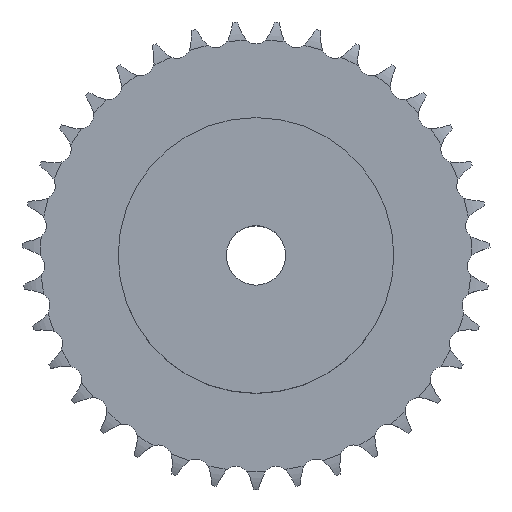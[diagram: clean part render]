
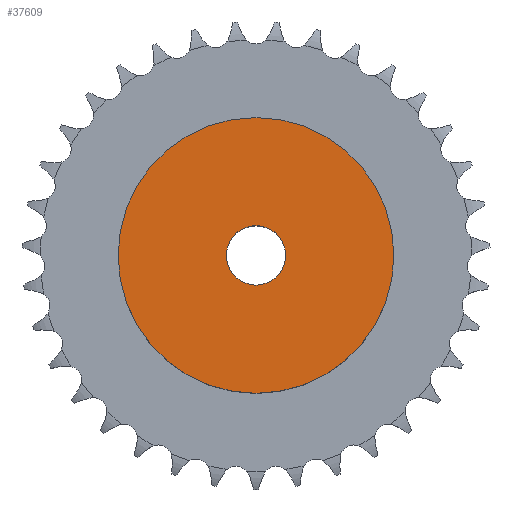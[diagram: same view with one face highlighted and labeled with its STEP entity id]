
A CAD part, top view. The second image highlights one B-rep face of the part: STEP entity #37609.
In plain terms, the highlighted planar face has unit normal (0, 0, 1).
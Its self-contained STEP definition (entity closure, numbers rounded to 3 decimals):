
#4395 = CYLINDRICAL_SURFACE('',#4396,32.5);
#4396 = AXIS2_PLACEMENT_3D('',#4397,#4398,#4399);
#4397 = CARTESIAN_POINT('',(0.,0.,0.));
#4398 = DIRECTION('',(-0.,-0.,-1.));
#4399 = DIRECTION('',(1.,0.,0.));
#23758 = VERTEX_POINT('',#23759);
#23759 = CARTESIAN_POINT('',(32.5,0.,30.));
#23780 = EDGE_CURVE('',#23758,#23758,#23781,.T.);
#23781 = SURFACE_CURVE('',#23782,(#23787,#23794),.PCURVE_S1.);
#23782 = CIRCLE('',#23783,32.5);
#23783 = AXIS2_PLACEMENT_3D('',#23784,#23785,#23786);
#23784 = CARTESIAN_POINT('',(0.,0.,30.));
#23785 = DIRECTION('',(0.,0.,1.));
#23786 = DIRECTION('',(1.,0.,0.));
#23787 = PCURVE('',#4395,#23788);
#23788 = DEFINITIONAL_REPRESENTATION('',(#23789),#23793);
#23789 = LINE('',#23790,#23791);
#23790 = CARTESIAN_POINT('',(-0.,-30.));
#23791 = VECTOR('',#23792,1.);
#23792 = DIRECTION('',(-1.,0.));
#23793 = ( GEOMETRIC_REPRESENTATION_CONTEXT(2) 
PARAMETRIC_REPRESENTATION_CONTEXT() REPRESENTATION_CONTEXT('2D SPACE',''
  ) );
#23794 = PCURVE('',#23795,#23800);
#23795 = PLANE('',#23796);
#23796 = AXIS2_PLACEMENT_3D('',#23797,#23798,#23799);
#23797 = CARTESIAN_POINT('',(0.,0.,30.)
  );
#23798 = DIRECTION('',(0.,0.,1.));
#23799 = DIRECTION('',(1.,0.,0.));
#23800 = DEFINITIONAL_REPRESENTATION('',(#23801),#23805);
#23801 = CIRCLE('',#23802,32.5);
#23802 = AXIS2_PLACEMENT_2D('',#23803,#23804);
#23803 = CARTESIAN_POINT('',(0.,0.));
#23804 = DIRECTION('',(1.,0.));
#23805 = ( GEOMETRIC_REPRESENTATION_CONTEXT(2) 
PARAMETRIC_REPRESENTATION_CONTEXT() REPRESENTATION_CONTEXT('2D SPACE',''
  ) );
#31852 = CYLINDRICAL_SURFACE('',#31853,7.);
#31853 = AXIS2_PLACEMENT_3D('',#31854,#31855,#31856);
#31854 = CARTESIAN_POINT('',(0.,0.,168.403));
#31855 = DIRECTION('',(0.,0.,1.));
#31856 = DIRECTION('',(1.,0.,0.));
#37609 = ADVANCED_FACE('',(#37610,#37613),#23795,.T.);
#37610 = FACE_BOUND('',#37611,.T.);
#37611 = EDGE_LOOP('',(#37612));
#37612 = ORIENTED_EDGE('',*,*,#23780,.T.);
#37613 = FACE_BOUND('',#37614,.T.);
#37614 = EDGE_LOOP('',(#37615));
#37615 = ORIENTED_EDGE('',*,*,#37616,.F.);
#37616 = EDGE_CURVE('',#37617,#37617,#37619,.T.);
#37617 = VERTEX_POINT('',#37618);
#37618 = CARTESIAN_POINT('',(7.,0.,30.));
#37619 = SURFACE_CURVE('',#37620,(#37625,#37632),.PCURVE_S1.);
#37620 = CIRCLE('',#37621,7.);
#37621 = AXIS2_PLACEMENT_3D('',#37622,#37623,#37624);
#37622 = CARTESIAN_POINT('',(0.,0.,30.));
#37623 = DIRECTION('',(0.,0.,1.));
#37624 = DIRECTION('',(1.,0.,0.));
#37625 = PCURVE('',#23795,#37626);
#37626 = DEFINITIONAL_REPRESENTATION('',(#37627),#37631);
#37627 = CIRCLE('',#37628,7.);
#37628 = AXIS2_PLACEMENT_2D('',#37629,#37630);
#37629 = CARTESIAN_POINT('',(0.,0.));
#37630 = DIRECTION('',(1.,0.));
#37631 = ( GEOMETRIC_REPRESENTATION_CONTEXT(2) 
PARAMETRIC_REPRESENTATION_CONTEXT() REPRESENTATION_CONTEXT('2D SPACE',''
  ) );
#37632 = PCURVE('',#31852,#37633);
#37633 = DEFINITIONAL_REPRESENTATION('',(#37634),#37638);
#37634 = LINE('',#37635,#37636);
#37635 = CARTESIAN_POINT('',(0.,-138.403));
#37636 = VECTOR('',#37637,1.);
#37637 = DIRECTION('',(1.,0.));
#37638 = ( GEOMETRIC_REPRESENTATION_CONTEXT(2) 
PARAMETRIC_REPRESENTATION_CONTEXT() REPRESENTATION_CONTEXT('2D SPACE',''
  ) );
